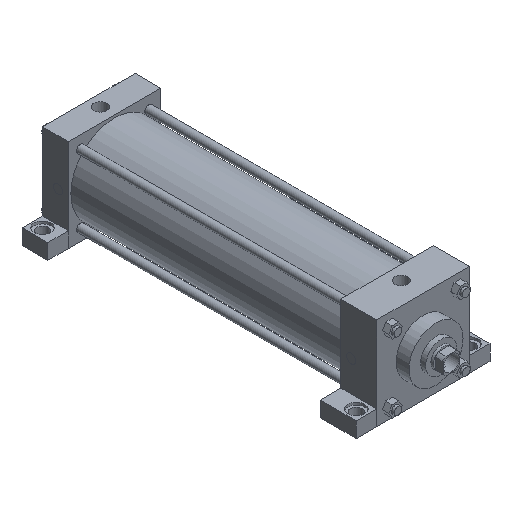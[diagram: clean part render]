
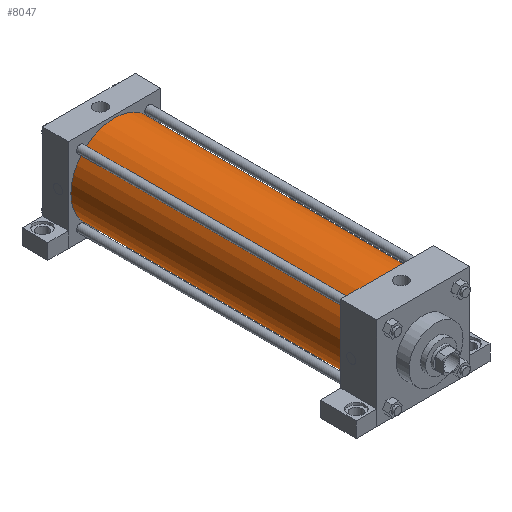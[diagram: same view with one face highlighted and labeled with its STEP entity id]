
A CAD part, isometric view. The second image highlights one B-rep face of the part: STEP entity #8047.
In plain terms, the highlighted cylindrical face has radius 53.975 mm (diameter 107.95 mm), a full revolution.
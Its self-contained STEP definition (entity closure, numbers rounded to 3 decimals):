
#1273=EDGE_CURVE('',#1279,#1279,#1274,.T.);
#1274=CIRCLE('',#1275,53.975);
#1275=AXIS2_PLACEMENT_3D('',#1276,#1277,#1278);
#1276=CARTESIAN_POINT('',(0.,79.375,0.));
#1277=DIRECTION('',(0.,1.,0.));
#1278=DIRECTION('',(-1.,0.,0.));
#1279=VERTEX_POINT('',#1280);
#1280=CARTESIAN_POINT('',(-53.975,79.375,0.));
#2800=FACE_OUTER_BOUND('',#2802,.T.);
#2801=FACE_BOUND('',#2803,.T.);
#2802=EDGE_LOOP('',(#2804));
#2803=EDGE_LOOP('',(#2813));
#2804=ORIENTED_EDGE('',*,*,#2805,.F.);
#2805=EDGE_CURVE('',#2811,#2811,#2806,.T.);
#2806=CIRCLE('',#2807,53.975);
#2807=AXIS2_PLACEMENT_3D('',#2808,#2809,#2810);
#2808=CARTESIAN_POINT('',(0.,415.925,0.));
#2809=DIRECTION('',(0.,1.,0.));
#2810=DIRECTION('',(1.,0.,0.));
#2811=VERTEX_POINT('',#2812);
#2812=CARTESIAN_POINT('',(53.975,415.925,0.));
#2813=ORIENTED_EDGE('',*,*,#1273,.T.);
#2814=CYLINDRICAL_SURFACE('',#2815,53.975);
#2815=AXIS2_PLACEMENT_3D('',#2816,#2817,#2818);
#2816=CARTESIAN_POINT('',(0.,415.925,0.));
#2817=DIRECTION('',(0.,-1.,0.));
#2818=DIRECTION('',(0.,0.,-1.));
#8047=ADVANCED_FACE('',(#2800,#2801),#2814,.T.);
